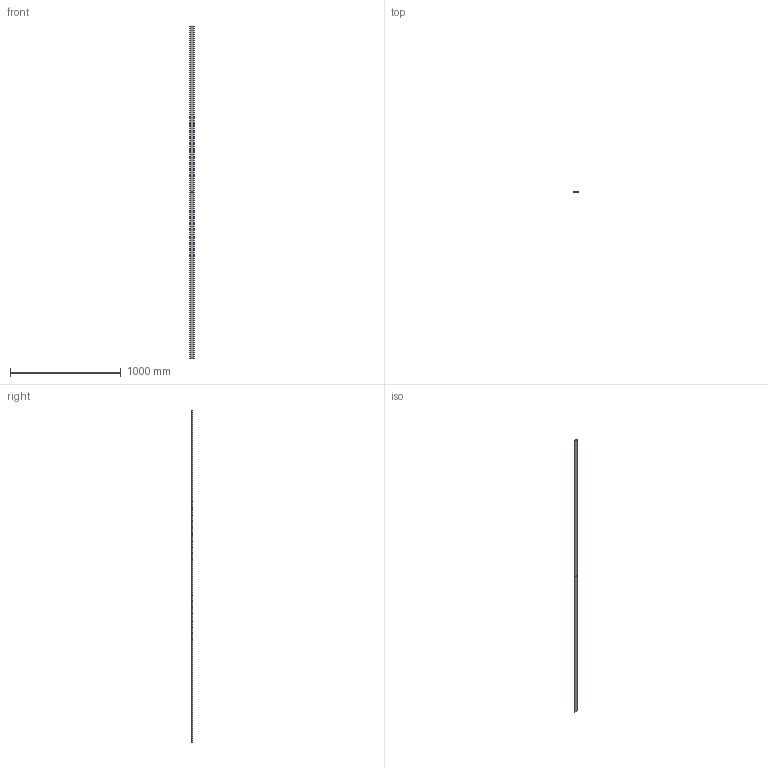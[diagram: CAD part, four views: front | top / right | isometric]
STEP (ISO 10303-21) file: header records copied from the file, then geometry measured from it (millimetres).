
FILE_DESCRIPTION (( 'STEP AP203' ), '1' );
FILE_NAME ('114-A-4.STEP', '2023-08-23T14:43:19', ( '' ), ( '' ), 'SwSTEP 2.0', 'SolidWorks 2018', '' );
FILE_SCHEMA (( 'CONFIG_CONTROL_DESIGN' ));
Length unit declared in the file: millimetre
Products named in the file (1): 114-A-4
Bounding box: 40 x 12 x 3000 mm (x, y, z)
Volume: 1086821 mm3; surface area: 281345.9 mm2
Topology: 1 solids, 1 shells, 237 faces, 639 edges, 426 vertices
Faces by surface type: plane 166, bspline 68, cylinder 3
Entity records: 10100 total; most frequent: CARTESIAN_POINT 4523, ORIENTED_EDGE 1278, DIRECTION 849, EDGE_CURVE 639, LINE 497, VECTOR 497, VERTEX_POINT 426, EDGE_LOOP 259
